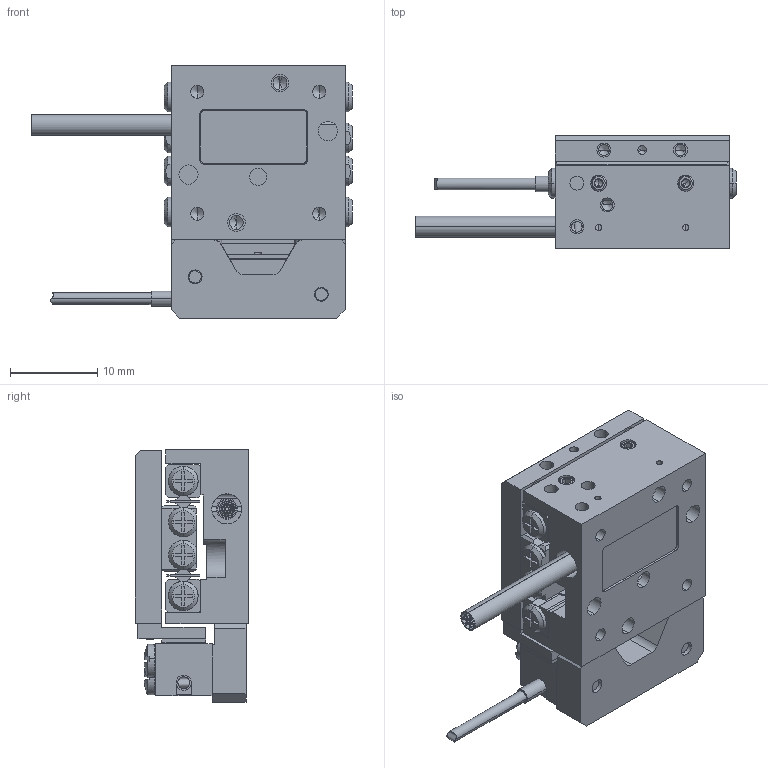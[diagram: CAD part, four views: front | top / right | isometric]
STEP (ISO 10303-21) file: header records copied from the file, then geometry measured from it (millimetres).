
FILE_DESCRIPTION (( 'STEP AP214' ), '1' );
FILE_NAME ('PPS-20-11XXC.STEP', '2023-08-24T16:09:33', ( '' ), ( '' ), 'SwSTEP 2.0', 'SolidWorks 2023', '' );
FILE_SCHEMA (( 'AUTOMOTIVE_DESIGN' ));
Length unit declared in the file: millimetre
Products named in the file (19): Dowel Pin, M-DIN_M01 x 005; TFC-421 Silver Braided Cable_L20; SCREW, MS-PPH, M-JCIS_M1.6 x 0.35 x 4mm; NB Slide Way SVW 1000 Rail_SVW 1020; PPS-20, Back Cover, Master Part; 110340 Scale, ITK Ministar, 5mm Height_5mm width; 430550-A Magnetic Encoder Bracket; SCREW, MS-PFH, M-DIN_M2 x 0.4 x 05mm; Set Screw, Cup-H, E-ASME_E1-72 x 1''16; SCREW, MS-SCH, M-DIN_M1.6 x 0.35 x 10mm; PPS-20, Scale Bracket, ITK Ministar, 5mm Wide Scale, Master Part_20mm; 110109-101 Encoder Head, MiniStarV2,  Vacuum; NB Slide Way SVW 1000 Center Way_SVW 1020; PPS-20, Carriage, Master Part_20mm; PPS-20, Base, Master Part_L20, No Ears ; PPS-20-11XXC; NB Slide Way SVW 1000 Cage_SVW 1020-5Z; 130160 Bearing, NB, Slide Way, SVW 1000_SVW 1020-5Z (Rigid at Center); SCREW, MS-SCH, M-DIN_M2 x 0.4 x 10mm
Assembly tree (29 placements, depth 3):
  PPS-20-11XXC
    PPS-20, Base, Master Part_L20, No Ears 
    PPS-20, Back Cover, Master Part
    TFC-421 Silver Braided Cable_L20
    PPS-20, Carriage, Master Part_20mm
    SCREW, MS-PFH, M-DIN_M2 x 0.4 x 05mm  x2
    130160 Bearing, NB, Slide Way, SVW 1000_SVW 1020-5Z (Rigid at Center)
      NB Slide Way SVW 1000 Rail_SVW 1020  x2
      NB Slide Way SVW 1000 Center Way_SVW 1020
      NB Slide Way SVW 1000 Cage_SVW 1020-5Z  x2
    Set Screw, Cup-H, E-ASME_E1-72 x 1''16  x2
    SCREW, MS-PPH, M-JCIS_M1.6 x 0.35 x 4mm  x6
    Dowel Pin, M-DIN_M01 x 005
    110109-101 Encoder Head, MiniStarV2,  Vacuum
    430550-A Magnetic Encoder Bracket
    SCREW, MS-SCH, M-DIN_M1.6 x 0.35 x 10mm  x2
    SCREW, MS-SCH, M-DIN_M2 x 0.4 x 10mm  x2
    110340 Scale, ITK Ministar, 5mm Height_5mm width
    PPS-20, Scale Bracket, ITK Ministar, 5mm Wide Scale, Master Part_20mm
Bounding box: 36.8 x 13 x 29 mm (x, y, z)
Volume: 5477.2 mm3; surface area: 8737.3 mm2
Topology: 41 solids, 41 shells, 1211 faces, 3038 edges, 1916 vertices
Faces by surface type: plane 589, cylinder 362, cone 179, torus 52, sphere 16, bspline 13
Entity records: 45650 total; most frequent: CARTESIAN_POINT 24594, DIRECTION 4298, ORIENTED_EDGE 4160, EDGE_CURVE 2080, AXIS2_PLACEMENT_3D 1552, VERTEX_POINT 1360, LINE 1194, VECTOR 1194
